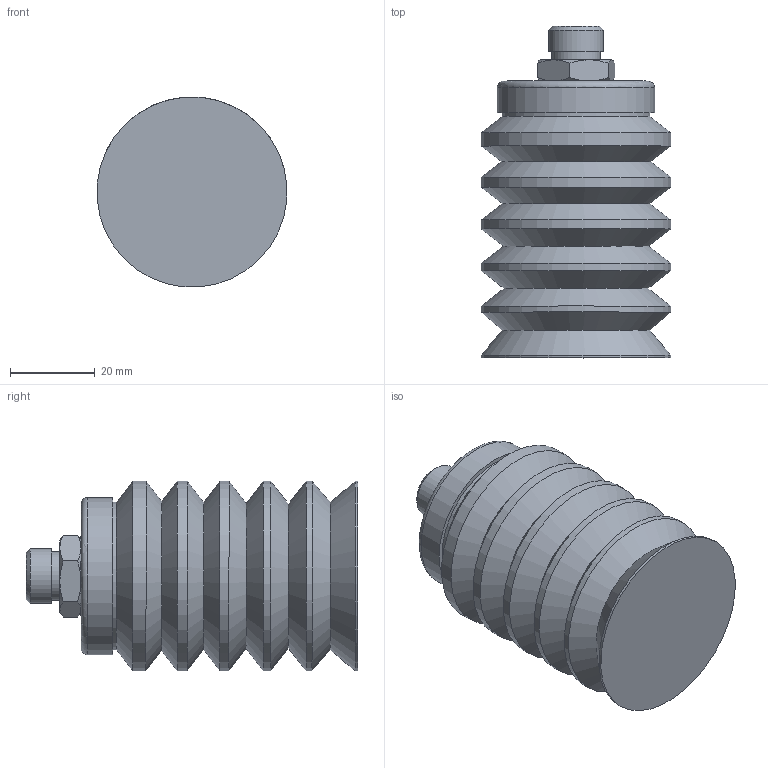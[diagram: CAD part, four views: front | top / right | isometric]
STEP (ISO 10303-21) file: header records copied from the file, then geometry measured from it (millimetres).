
FILE_DESCRIPTION(/* description */ (''),/* implementation_level */ '2;1');
FILE_NAME(/* name */ 'vf45-5sh30sb_rac19r1-4m.stp',/* time_stamp */ '2025-12-18T09:28:36+01:00',/* author */ ('Enginyeria3'),/* organization */ (''),/* preprocessor_version */ 'ST-DEVELOPER v20',/* originating_system */ 'Autodesk Inventor 2024',/* authorisation */ '');
FILE_SCHEMA (('CONFIG_CONTROL_DESIGN'));
Length unit declared in the file: millimetre
Products named in the file (1): Pieza1
Bounding box: 44.86 x 78.51 x 44.9 mm (x, y, z)
Volume: 86174.1 mm3; surface area: 17029.3 mm2
Topology: 1 solids, 1 shells, 60 faces, 125 edges, 73 vertices
Faces by surface type: cone 32, plane 14, cylinder 11, bspline 2, torus 1
Full cylindrical faces by diameter (mm): 7 x1, 11.4 x1, 13 x1, 35 x2, 45 x6
Entity records: 1807 total; most frequent: CARTESIAN_POINT 517, DIRECTION 259, ORIENTED_EDGE 248, EDGE_CURVE 124, AXIS2_PLACEMENT_3D 111, VERTEX_POINT 73, EDGE_LOOP 67, FACE_OUTER_BOUND 60
